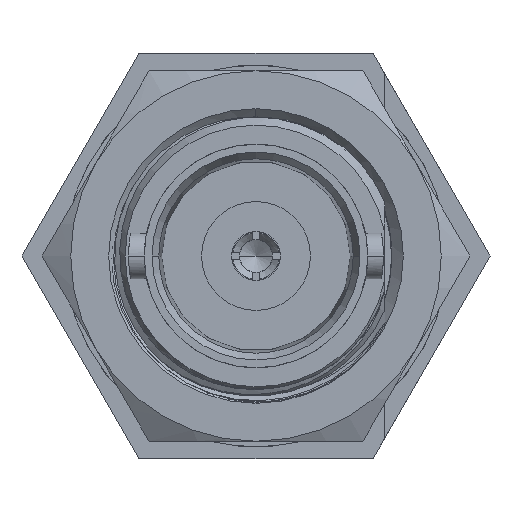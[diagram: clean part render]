
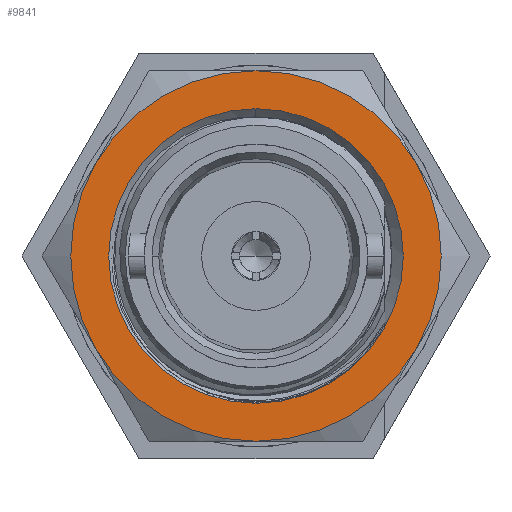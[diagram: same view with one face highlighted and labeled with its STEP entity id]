
A CAD part, left-side view. The second image highlights one B-rep face of the part: STEP entity #9841.
In plain terms, the highlighted planar face has unit normal (-1, 0, 0).
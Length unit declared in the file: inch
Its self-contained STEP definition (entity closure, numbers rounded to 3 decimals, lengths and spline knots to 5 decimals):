
#2376=CARTESIAN_POINT('',(0.44094,0.,0.));
#2377=DIRECTION('',(-1.,0.,0.));
#2378=DIRECTION('',(0.,0.,1.));
#2379=AXIS2_PLACEMENT_3D('',#2376,#2377,#2378);
#2381=CARTESIAN_POINT('',(0.44094,0.,0.));
#2382=DIRECTION('',(-1.,0.,0.));
#2383=DIRECTION('',(0.,-0.866,0.5));
#2384=AXIS2_PLACEMENT_3D('',#2381,#2382,#2383);
#2386=CARTESIAN_POINT('',(0.44094,0.,0.));
#2387=DIRECTION('',(-1.,0.,0.));
#2388=DIRECTION('',(0.,0.,-1.));
#2389=AXIS2_PLACEMENT_3D('',#2386,#2387,#2388);
#2391=CARTESIAN_POINT('',(0.44094,0.,0.));
#2392=DIRECTION('',(-1.,0.,0.));
#2393=DIRECTION('',(0.,0.866,-0.5));
#2394=AXIS2_PLACEMENT_3D('',#2391,#2392,#2393);
#2396=CARTESIAN_POINT('',(0.44094,0.,0.));
#2397=DIRECTION('',(1.,0.,0.));
#2398=DIRECTION('',(0.,0.,1.));
#2399=AXIS2_PLACEMENT_3D('',#2396,#2397,#2398);
#2401=CARTESIAN_POINT('',(0.44094,0.,0.));
#2402=DIRECTION('',(1.,0.,0.));
#2403=DIRECTION('',(0.,0.,-1.));
#2404=AXIS2_PLACEMENT_3D('',#2401,#2402,#2403);
#2406=CARTESIAN_POINT('',(0.44094,0.,0.));
#2407=DIRECTION('',(-1.,0.,0.));
#2408=DIRECTION('',(0.,0.866,0.5));
#2409=AXIS2_PLACEMENT_3D('',#2406,#2407,#2408);
#4763=CARTESIAN_POINT('',(0.44094,0.,0.));
#4764=DIRECTION('',(-1.,0.,0.));
#4765=DIRECTION('',(0.,-0.866,-0.5));
#4766=AXIS2_PLACEMENT_3D('',#4763,#4764,#4765);
#6897=CARTESIAN_POINT('',(0.44094,0.,0.25039));
#6898=CARTESIAN_POINT('',(0.44094,0.,-0.25039));
#6899=VERTEX_POINT('',#6897);
#6900=VERTEX_POINT('',#6898);
#6905=CARTESIAN_POINT('',(0.44094,0.27276,
-0.15748));
#6906=CARTESIAN_POINT('',(0.44094,0.,
-0.31496));
#6907=VERTEX_POINT('',#6905);
#6908=VERTEX_POINT('',#6906);
#6909=CARTESIAN_POINT('',(0.44094,-0.27276,
-0.15748));
#6910=VERTEX_POINT('',#6909);
#6911=CARTESIAN_POINT('',(0.44094,-0.27276,
0.15748));
#6912=CARTESIAN_POINT('',(0.44094,0.,
0.31496));
#6913=VERTEX_POINT('',#6911);
#6914=VERTEX_POINT('',#6912);
#6915=CARTESIAN_POINT('',(0.44094,0.27276,
0.15748));
#6916=VERTEX_POINT('',#6915);
#9818=CARTESIAN_POINT('',(0.44094,0.,0.));
#9819=DIRECTION('',(-1.,0.,0.));
#9820=DIRECTION('',(0.,0.,1.));
#9821=AXIS2_PLACEMENT_3D('',#9818,#9819,#9820);
#9822=PLANE('',#9821);
#9824=ORIENTED_EDGE('',*,*,#9823,.F.);
#9826=ORIENTED_EDGE('',*,*,#9825,.F.);
#9828=ORIENTED_EDGE('',*,*,#9827,.F.);
#9830=ORIENTED_EDGE('',*,*,#9829,.F.);
#9832=ORIENTED_EDGE('',*,*,#9831,.F.);
#9834=ORIENTED_EDGE('',*,*,#9833,.F.);
#9835=EDGE_LOOP('',(#9824,#9826,#9828,#9830,#9832,#9834));
#9836=FACE_OUTER_BOUND('',#9835,.F.);
#9837=ORIENTED_EDGE('',*,*,#9348,.F.);
#9838=ORIENTED_EDGE('',*,*,#9330,.F.);
#9839=EDGE_LOOP('',(#9837,#9838));
#9840=FACE_BOUND('',#9839,.F.);
#9841=ADVANCED_FACE('',(#9836,#9840),#9822,.T.);
#2380=CIRCLE('',#2379,0.31496);
#2385=CIRCLE('',#2384,0.31496);
#2390=CIRCLE('',#2389,0.31496);
#2395=CIRCLE('',#2394,0.31496);
#2400=CIRCLE('',#2399,0.25039);
#2405=CIRCLE('',#2404,0.25039);
#2410=CIRCLE('',#2409,0.31496);
#4767=CIRCLE('',#4766,0.31496);
#9330=EDGE_CURVE('',#6900,#6899,#2405,.T.);
#9348=EDGE_CURVE('',#6899,#6900,#2400,.T.);
#9823=EDGE_CURVE('',#6916,#6907,#2410,.T.);
#9825=EDGE_CURVE('',#6914,#6916,#2380,.T.);
#9827=EDGE_CURVE('',#6913,#6914,#2385,.T.);
#9829=EDGE_CURVE('',#6910,#6913,#4767,.T.);
#9831=EDGE_CURVE('',#6908,#6910,#2390,.T.);
#9833=EDGE_CURVE('',#6907,#6908,#2395,.T.);
